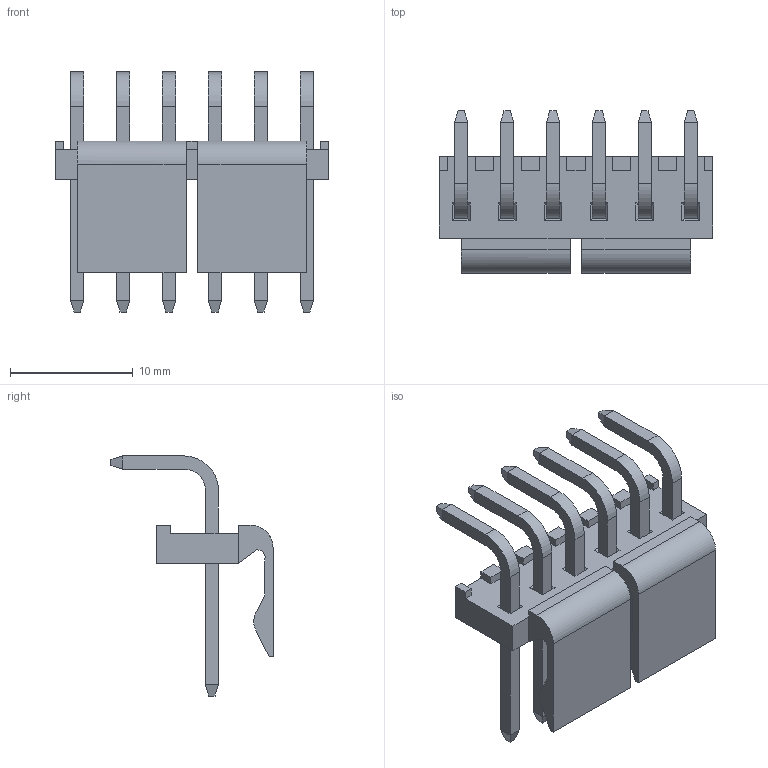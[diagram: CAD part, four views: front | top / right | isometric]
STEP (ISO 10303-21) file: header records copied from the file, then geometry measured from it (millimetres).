
FILE_DESCRIPTION( ('This file contains a STEP AP42 implementation' ,'as created by ZW3D STEP Interface translator.') ,'2;1' );
FILE_NAME( 'WF3965-WRXXSXX01.stp' ,'231018.154455', (''), ('ZWCAD Software Co.'), 'Version 1.0', 'ZW3D to STEP translator', '' );
FILE_SCHEMA(('AUTOMOTIVE_DESIGN { 1 0 10303 214 1 1 1 1 }'));
Length unit declared in the file: millimetre
Products named in the file (2): 0; WF3965-WRXXSXX01
Bounding box: 22.31 x 13.21 x 19.56 mm (x, y, z)
Volume: 769.4 mm3; surface area: 1529.1 mm2
Topology: 1 solids, 1 shells, 245 faces, 598 edges, 372 vertices
Faces by surface type: plane 223, cylinder 14, bspline 8
Entity records: 9384 total; most frequent: CARTESIAN_POINT 4614, ORIENTED_EDGE 1196, B_SPLINE_CURVE_WITH_KNOTS 598, EDGE_CURVE 598, DIRECTION 476, VERTEX_POINT 372, EDGE_LOOP 262, FACE_OUTER_BOUND 245
